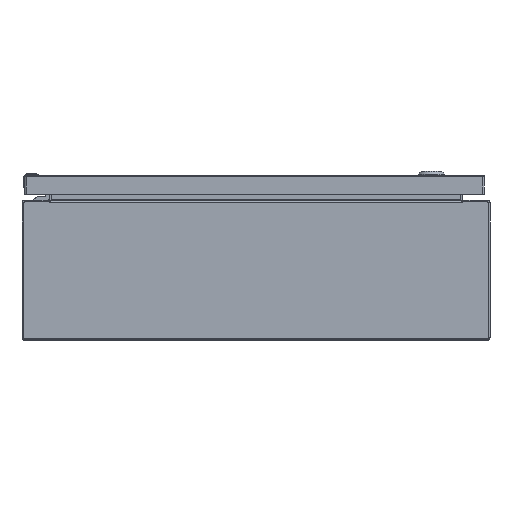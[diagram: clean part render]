
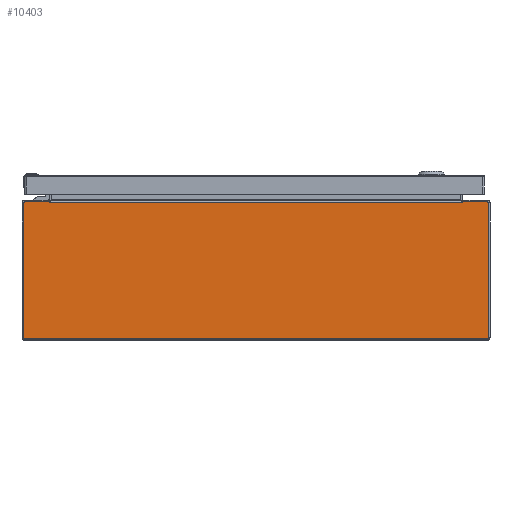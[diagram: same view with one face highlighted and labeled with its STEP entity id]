
A CAD part, front view. The second image highlights one B-rep face of the part: STEP entity #10403.
In plain terms, the highlighted planar face has unit normal (0, -1, 0).
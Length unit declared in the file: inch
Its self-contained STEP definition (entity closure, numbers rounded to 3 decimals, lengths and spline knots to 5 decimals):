
#6088 = DIRECTION ( 'NONE',  ( 0., -1., 0. ) ) ;
#6231 = CARTESIAN_POINT ( 'NONE',  ( 0., -12., 2.937 ) ) ;
#9932 = CIRCLE ( 'NONE', #31881, 0.08 ) ;
#10402 = DIRECTION ( 'NONE',  ( 0., -1., 0. ) ) ;
#10403 = ADVANCED_FACE ( 'NONE', ( #38574 ), #78825, .T. ) ;
#11520 = EDGE_CURVE ( 'NONE', #120498, #53891, #101662, .T. ) ;
#15029 = ORIENTED_EDGE ( 'NONE', *, *, #38588, .T. ) ;
#17368 = CARTESIAN_POINT ( 'NONE',  ( -9.937, -12., -2.857 ) ) ;
#17477 = VECTOR ( 'NONE', #53364, 39.37008 ) ;
#18191 = ORIENTED_EDGE ( 'NONE', *, *, #151499, .T. ) ;
#18219 = AXIS2_PLACEMENT_3D ( 'NONE', #42727, #10402, #62728 ) ;
#20874 = CARTESIAN_POINT ( 'NONE',  ( 9.857, -12., -2.937 ) ) ;
#23093 = CARTESIAN_POINT ( 'NONE',  ( -9.857, -12., -2.857 ) ) ;
#24392 = VECTOR ( 'NONE', #113299, 39.37008 ) ;
#24434 = ORIENTED_EDGE ( 'NONE', *, *, #80619, .T. ) ;
#25798 = EDGE_CURVE ( 'NONE', #80658, #88555, #164702, .T. ) ;
#26159 = DIRECTION ( 'NONE',  ( 0.174, 0., -0.985 ) ) ;
#29421 = ORIENTED_EDGE ( 'NONE', *, *, #87532, .F. ) ;
#31738 = EDGE_LOOP ( 'NONE', ( #52348, #158194, #33593, #42217, #78789, #112758, #161558, #88286, #24434, #15029, #18191, #41975, #29421, #77961 ) ) ;
#31881 = AXIS2_PLACEMENT_3D ( 'NONE', #23093, #154321, #86695 ) ;
#33593 = ORIENTED_EDGE ( 'NONE', *, *, #129488, .T. ) ;
#33835 = LINE ( 'NONE', #122959, #163006 ) ;
#36942 = AXIS2_PLACEMENT_3D ( 'NONE', #92565, #37728, #154261 ) ;
#37728 = DIRECTION ( 'NONE',  ( 0., -1., 0. ) ) ;
#38574 = FACE_OUTER_BOUND ( 'NONE', #31738, .T. ) ;
#38588 = EDGE_CURVE ( 'NONE', #158059, #114315, #33835, .T. ) ;
#40575 = CARTESIAN_POINT ( 'NONE',  ( -8.80578, -12., 2.883 ) ) ;
#41975 = ORIENTED_EDGE ( 'NONE', *, *, #62600, .T. ) ;
#42217 = ORIENTED_EDGE ( 'NONE', *, *, #81095, .T. ) ;
#42727 = CARTESIAN_POINT ( 'NONE',  ( 9.857, -12., -2.857 ) ) ;
#42867 = VECTOR ( 'NONE', #128222, 39.37008 ) ;
#43475 = LINE ( 'NONE', #95836, #42867 ) ;
#43584 = DIRECTION ( 'NONE',  ( -1., 0., 0. ) ) ;
#45055 = CARTESIAN_POINT ( 'NONE',  ( 8.82312, -12., 2.937 ) ) ;
#46119 = VECTOR ( 'NONE', #153300, 39.37008 ) ;
#52348 = ORIENTED_EDGE ( 'NONE', *, *, #142318, .T. ) ;
#52885 = VERTEX_POINT ( 'NONE', #98573 ) ;
#53074 = EDGE_CURVE ( 'NONE', #106461, #120498, #86724, .T. ) ;
#53364 = DIRECTION ( 'NONE',  ( 1., 0., 0. ) ) ;
#53580 = VECTOR ( 'NONE', #26159, 39.37008 ) ;
#53879 = LINE ( 'NONE', #67613, #80598 ) ;
#53891 = VERTEX_POINT ( 'NONE', #60638 ) ;
#58638 = CARTESIAN_POINT ( 'NONE',  ( 8.8136, -12., 2.883 ) ) ;
#60638 = CARTESIAN_POINT ( 'NONE',  ( 9.937, -12., 2.857 ) ) ;
#62600 = EDGE_CURVE ( 'NONE', #159294, #166543, #43475, .T. ) ;
#62728 = DIRECTION ( 'NONE',  ( 0., 0., -1. ) ) ;
#64173 = VERTEX_POINT ( 'NONE', #97564 ) ;
#67613 = CARTESIAN_POINT ( 'NONE',  ( 0., -12., 2.937 ) ) ;
#67834 = VERTEX_POINT ( 'NONE', #159752 ) ;
#68287 = CARTESIAN_POINT ( 'NONE',  ( -8.82312, -12., 2.937 ) ) ;
#68746 = DIRECTION ( 'NONE',  ( 0., 0., -1. ) ) ;
#73011 = DIRECTION ( 'NONE',  ( 1., 0., 0. ) ) ;
#73021 = CARTESIAN_POINT ( 'NONE',  ( 9.937, -12., -2.857 ) ) ;
#73828 = CARTESIAN_POINT ( 'NONE',  ( 9.857, -12., 2.857 ) ) ;
#74654 = DIRECTION ( 'NONE',  ( 0., -1., 0. ) ) ;
#77961 = ORIENTED_EDGE ( 'NONE', *, *, #139787, .F. ) ;
#78440 = VECTOR ( 'NONE', #123684, 39.37008 ) ;
#78441 = DIRECTION ( 'NONE',  ( 0., 0., 1. ) ) ;
#78789 = ORIENTED_EDGE ( 'NONE', *, *, #147220, .T. ) ;
#78825 = PLANE ( 'NONE',  #36942 ) ;
#80598 = VECTOR ( 'NONE', #43584, 39.37008 ) ;
#80619 = EDGE_CURVE ( 'NONE', #67834, #158059, #136563, .T. ) ;
#80658 = VERTEX_POINT ( 'NONE', #82639 ) ;
#81095 = EDGE_CURVE ( 'NONE', #110029, #64173, #9932, .T. ) ;
#82639 = CARTESIAN_POINT ( 'NONE',  ( -9.857, -12., 2.937 ) ) ;
#86695 = DIRECTION ( 'NONE',  ( 0., 0., -1. ) ) ;
#86724 = CIRCLE ( 'NONE', #18219, 0.08 ) ;
#87532 = EDGE_CURVE ( 'NONE', #52885, #166543, #158029, .T. ) ;
#88286 = ORIENTED_EDGE ( 'NONE', *, *, #102688, .T. ) ;
#88540 = LINE ( 'NONE', #152756, #24392 ) ;
#88555 = VERTEX_POINT ( 'NONE', #165231 ) ;
#92565 = CARTESIAN_POINT ( 'NONE',  ( 0., -12., 0. ) ) ;
#95836 = CARTESIAN_POINT ( 'NONE',  ( 0., -12., 2.883 ) ) ;
#97564 = CARTESIAN_POINT ( 'NONE',  ( -9.857, -12., -2.937 ) ) ;
#98573 = CARTESIAN_POINT ( 'NONE',  ( -8.8136, -12., 2.883 ) ) ;
#98729 = CIRCLE ( 'NONE', #120510, 0.08 ) ;
#101063 = CARTESIAN_POINT ( 'NONE',  ( 8.80578, -12., 2.883 ) ) ;
#101662 = LINE ( 'NONE', #153905, #108305 ) ;
#102688 = EDGE_CURVE ( 'NONE', #53891, #67834, #98729, .T. ) ;
#106461 = VERTEX_POINT ( 'NONE', #20874 ) ;
#108305 = VECTOR ( 'NONE', #78441, 39.37008 ) ;
#110029 = VERTEX_POINT ( 'NONE', #17368 ) ;
#112758 = ORIENTED_EDGE ( 'NONE', *, *, #53074, .T. ) ;
#113299 = DIRECTION ( 'NONE',  ( 0., 0., -1. ) ) ;
#114158 = CARTESIAN_POINT ( 'NONE',  ( -8.798, -12., 2.883 ) ) ;
#114315 = VERTEX_POINT ( 'NONE', #58638 ) ;
#114389 = VECTOR ( 'NONE', #73011, 39.37008 ) ;
#114830 = CARTESIAN_POINT ( 'NONE',  ( 8.798, -12., 2.883 ) ) ;
#120498 = VERTEX_POINT ( 'NONE', #73021 ) ;
#120510 = AXIS2_PLACEMENT_3D ( 'NONE', #73828, #74654, #150954 ) ;
#122959 = CARTESIAN_POINT ( 'NONE',  ( 8.81836, -12., 2.91 ) ) ;
#123684 = DIRECTION ( 'NONE',  ( -1., 0., 0. ) ) ;
#128222 = DIRECTION ( 'NONE',  ( -1., 0., 0. ) ) ;
#129100 = CARTESIAN_POINT ( 'NONE',  ( -8.81836, -12., 2.91 ) ) ;
#129110 = AXIS2_PLACEMENT_3D ( 'NONE', #149284, #6088, #68746 ) ;
#129488 = EDGE_CURVE ( 'NONE', #88555, #110029, #88540, .T. ) ;
#136563 = LINE ( 'NONE', #6231, #78440 ) ;
#139783 = LINE ( 'NONE', #151007, #114389 ) ;
#139787 = EDGE_CURVE ( 'NONE', #146180, #52885, #155724, .T. ) ;
#142318 = EDGE_CURVE ( 'NONE', #146180, #80658, #53879, .T. ) ;
#146180 = VERTEX_POINT ( 'NONE', #68287 ) ;
#147220 = EDGE_CURVE ( 'NONE', #64173, #106461, #139783, .T. ) ;
#149284 = CARTESIAN_POINT ( 'NONE',  ( -9.857, -12., 2.857 ) ) ;
#150954 = DIRECTION ( 'NONE',  ( 0., 0., -1. ) ) ;
#151007 = CARTESIAN_POINT ( 'NONE',  ( 0., -12., -2.937 ) ) ;
#151499 = EDGE_CURVE ( 'NONE', #114315, #159294, #167806, .T. ) ;
#152756 = CARTESIAN_POINT ( 'NONE',  ( -9.937, -12., 0. ) ) ;
#153300 = DIRECTION ( 'NONE',  ( -1., 0., 0. ) ) ;
#153905 = CARTESIAN_POINT ( 'NONE',  ( 9.937, -12., 0. ) ) ;
#154261 = DIRECTION ( 'NONE',  ( 0., 0., -1. ) ) ;
#154321 = DIRECTION ( 'NONE',  ( 0., -1., 0. ) ) ;
#155724 = LINE ( 'NONE', #129100, #53580 ) ;
#158029 = LINE ( 'NONE', #40575, #17477 ) ;
#158059 = VERTEX_POINT ( 'NONE', #45055 ) ;
#158194 = ORIENTED_EDGE ( 'NONE', *, *, #25798, .T. ) ;
#159294 = VERTEX_POINT ( 'NONE', #114830 ) ;
#159752 = CARTESIAN_POINT ( 'NONE',  ( 9.857, -12., 2.937 ) ) ;
#161558 = ORIENTED_EDGE ( 'NONE', *, *, #11520, .T. ) ;
#163006 = VECTOR ( 'NONE', #164124, 39.37008 ) ;
#164124 = DIRECTION ( 'NONE',  ( -0.174, 0., -0.985 ) ) ;
#164702 = CIRCLE ( 'NONE', #129110, 0.08 ) ;
#165231 = CARTESIAN_POINT ( 'NONE',  ( -9.937, -12., 2.857 ) ) ;
#166543 = VERTEX_POINT ( 'NONE', #114158 ) ;
#167806 = LINE ( 'NONE', #101063, #46119 ) ;
